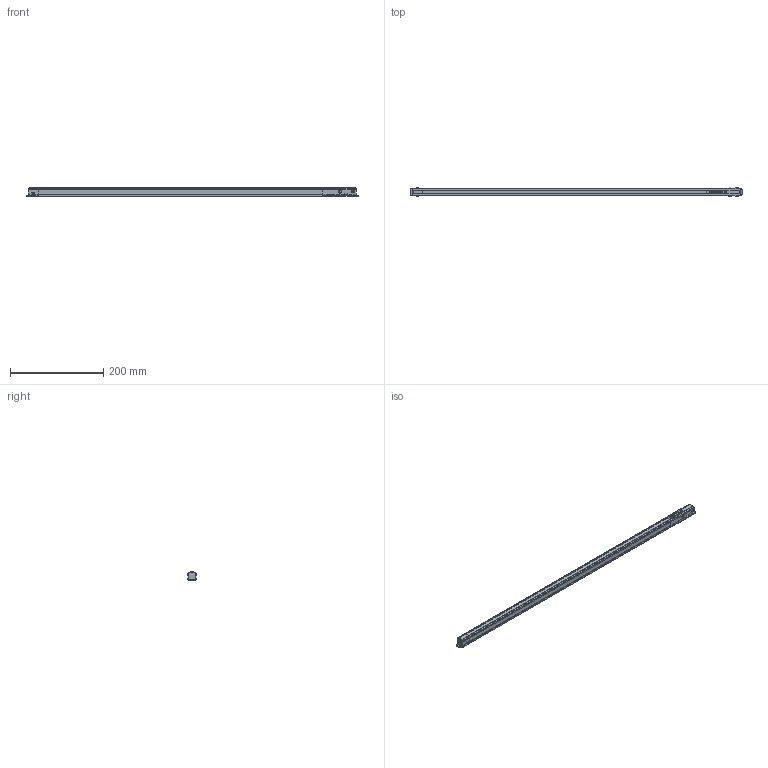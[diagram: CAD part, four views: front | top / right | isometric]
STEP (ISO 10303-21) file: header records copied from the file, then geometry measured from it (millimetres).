
FILE_DESCRIPTION(/* description */ (''),/* implementation_level */ '2;1');
FILE_NAME(/* name */ 'M0051.step',/* time_stamp */ '2025-12-29T11:57:14+01:00',/* author */ (''),/* organization */ (''),/* preprocessor_version */ 'ST-DEVELOPER v20.1',/* originating_system */ 'Autodesk Translation Framework v14.21.0.0',/* authorisation */ '');
FILE_SCHEMA (('AUTOMOTIVE_DESIGN { 1 0 10303 214 3 1 1 }'));
Length unit declared in the file: millimetre
Products named in the file (1): M0051
Bounding box: 713.4 x 19.57 x 18.73 mm (x, y, z)
Volume: 70267 mm3; surface area: 98742.2 mm2
Topology: 12 solids, 12 shells, 407 faces, 1071 edges, 680 vertices
Faces by surface type: plane 307, cylinder 86, bspline 8, sphere 6
Full cylindrical faces by diameter (mm): 3.4 x1, 7 x1
Entity records: 12519 total; most frequent: CARTESIAN_POINT 2383, ORIENTED_EDGE 2126, DIRECTION 2031, EDGE_CURVE 1063, LINE 895, VECTOR 895, VERTEX_POINT 680, AXIS2_PLACEMENT_3D 568
